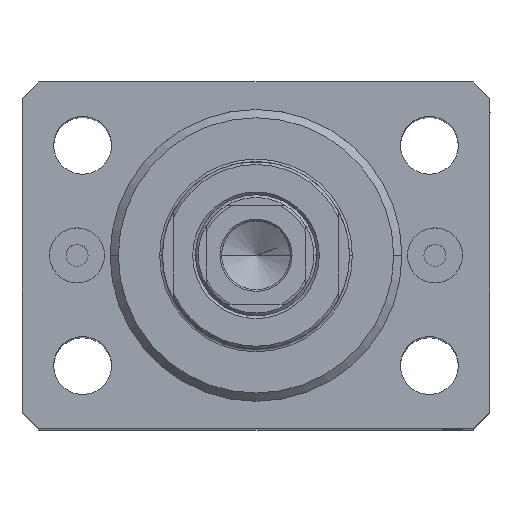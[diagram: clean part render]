
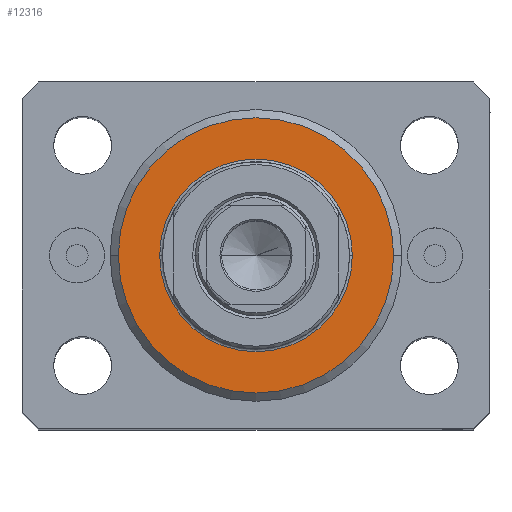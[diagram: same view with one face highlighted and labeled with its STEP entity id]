
A CAD part, top view. The second image highlights one B-rep face of the part: STEP entity #12316.
In plain terms, the highlighted face is planar.
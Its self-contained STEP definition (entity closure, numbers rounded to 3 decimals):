
#1026 = CARTESIAN_POINT ( 'NONE',  ( 0., 0., 0. ) ) ;
#2826 = EDGE_LOOP ( 'NONE', ( #43472, #10803 ) ) ;
#3071 = FACE_OUTER_BOUND ( 'NONE', #35546, .T. ) ;
#5246 = CARTESIAN_POINT ( 'NONE',  ( 25., 0., 0. ) ) ;
#6509 = DIRECTION ( 'NONE',  ( 1., 0., 0. ) ) ;
#7000 = DIRECTION ( 'NONE',  ( 1., 0., 0. ) ) ;
#8760 = AXIS2_PLACEMENT_3D ( 'NONE', #1026, #35220, #17688 ) ;
#10029 = CARTESIAN_POINT ( 'NONE',  ( 0., 0., 0. ) ) ;
#10803 = ORIENTED_EDGE ( 'NONE', *, *, #27698, .T. ) ;
#12316 = ADVANCED_FACE ( 'NONE', ( #13414, #3071 ), #27136, .F. ) ;
#13414 = FACE_BOUND ( 'NONE', #2826, .T. ) ;
#13918 = DIRECTION ( 'NONE',  ( 0., 0., 1. ) ) ;
#14265 = VERTEX_POINT ( 'NONE', #15443 ) ;
#15443 = CARTESIAN_POINT ( 'NONE',  ( -25., 0., 0. ) ) ;
#16360 = DIRECTION ( 'NONE',  ( 0., 0., 1. ) ) ;
#17008 = DIRECTION ( 'NONE',  ( 1., 0., 0. ) ) ;
#17688 = DIRECTION ( 'NONE',  ( 1., 0., 0. ) ) ;
#19964 = AXIS2_PLACEMENT_3D ( 'NONE', #10029, #34106, #17008 ) ;
#21673 = CIRCLE ( 'NONE', #27460, 17.5 ) ;
#22423 = CIRCLE ( 'NONE', #8760, 25. ) ;
#22672 = VERTEX_POINT ( 'NONE', #36588 ) ;
#24407 = EDGE_CURVE ( 'NONE', #22672, #34687, #26617, .T. ) ;
#26617 = CIRCLE ( 'NONE', #27361, 17.5 ) ;
#27136 = PLANE ( 'NONE',  #19964 ) ;
#27361 = AXIS2_PLACEMENT_3D ( 'NONE', #36607, #16360, #39962 ) ;
#27460 = AXIS2_PLACEMENT_3D ( 'NONE', #30587, #13918, #6509 ) ;
#27698 = EDGE_CURVE ( 'NONE', #34687, #22672, #21673, .T. ) ;
#28254 = AXIS2_PLACEMENT_3D ( 'NONE', #40727, #30858, #7000 ) ;
#28369 = CARTESIAN_POINT ( 'NONE',  ( -17.5, 0., 0. ) ) ;
#29133 = ORIENTED_EDGE ( 'NONE', *, *, #31430, .T. ) ;
#29575 = EDGE_CURVE ( 'NONE', #39422, #14265, #22423, .T. ) ;
#29753 = ORIENTED_EDGE ( 'NONE', *, *, #29575, .T. ) ;
#30587 = CARTESIAN_POINT ( 'NONE',  ( 0., 0., 0. ) ) ;
#30858 = DIRECTION ( 'NONE',  ( 0., 0., -1. ) ) ;
#31430 = EDGE_CURVE ( 'NONE', #14265, #39422, #38285, .T. ) ;
#34106 = DIRECTION ( 'NONE',  ( 0., 0., 1. ) ) ;
#34687 = VERTEX_POINT ( 'NONE', #28369 ) ;
#35220 = DIRECTION ( 'NONE',  ( 0., 0., -1. ) ) ;
#35546 = EDGE_LOOP ( 'NONE', ( #29753, #29133 ) ) ;
#36588 = CARTESIAN_POINT ( 'NONE',  ( 17.5, 0., 0. ) ) ;
#36607 = CARTESIAN_POINT ( 'NONE',  ( 0., 0., 0. ) ) ;
#38285 = CIRCLE ( 'NONE', #28254, 25. ) ;
#39422 = VERTEX_POINT ( 'NONE', #5246 ) ;
#39962 = DIRECTION ( 'NONE',  ( 1., 0., 0. ) ) ;
#40727 = CARTESIAN_POINT ( 'NONE',  ( 0., 0., 0. ) ) ;
#43472 = ORIENTED_EDGE ( 'NONE', *, *, #24407, .T. ) ;
